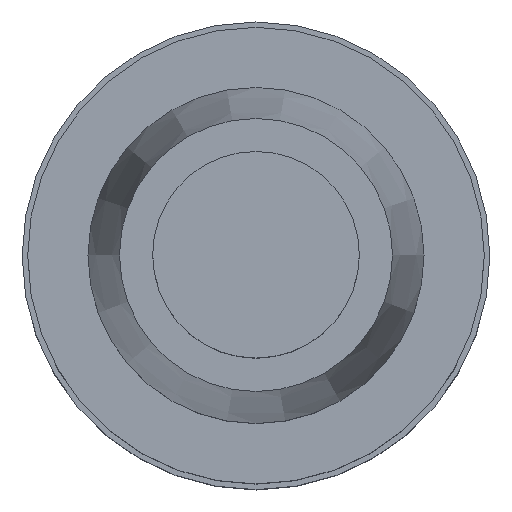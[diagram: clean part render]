
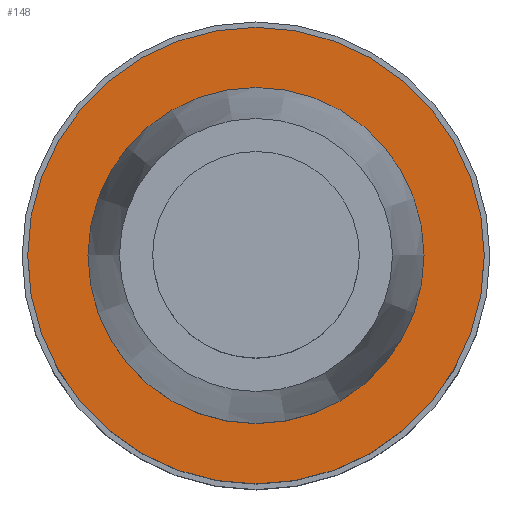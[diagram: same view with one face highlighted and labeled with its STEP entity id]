
A CAD part, top view. The second image highlights one B-rep face of the part: STEP entity #148.
In plain terms, the highlighted planar face has unit normal (0, 0, 1).
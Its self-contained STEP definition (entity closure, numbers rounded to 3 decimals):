
#120=PLANE('',#236);
#136=FACE_BOUND('',#169,.T.);
#137=FACE_BOUND('',#170,.T.);
#148=ADVANCED_FACE('',(#136,#137),#120,.T.);
#169=EDGE_LOOP('',(#187));
#170=EDGE_LOOP('',(#188));
#187=ORIENTED_EDGE('',*,*,#207,.T.);
#188=ORIENTED_EDGE('',*,*,#208,.F.);
#198=VERTEX_POINT('',#303);
#199=VERTEX_POINT('',#306);
#207=EDGE_CURVE('',#198,#198,#216,.T.);
#208=EDGE_CURVE('',#199,#199,#217,.T.);
#216=CIRCLE('',#233,5.712);
#217=CIRCLE('',#235,7.762);
#233=AXIS2_PLACEMENT_3D('',#302,#268,#269);
#235=AXIS2_PLACEMENT_3D('',#305,#272,#273);
#236=AXIS2_PLACEMENT_3D('',#307,#274,#275);
#268=DIRECTION('',(0.,0.,-1.));
#269=DIRECTION('',(-1.,0.,0.));
#272=DIRECTION('',(0.,0.,-1.));
#273=DIRECTION('',(-1.,0.,0.));
#274=DIRECTION('',(0.,0.,1.));
#275=DIRECTION('',(1.,0.,0.));
#302=CARTESIAN_POINT('',(0.,0.012,0.));
#303=CARTESIAN_POINT('',(-5.712,0.012,0.));
#305=CARTESIAN_POINT('',(0.,0.012,0.));
#306=CARTESIAN_POINT('',(-7.762,0.012,0.));
#307=CARTESIAN_POINT('',(0.,-7.75,0.));
